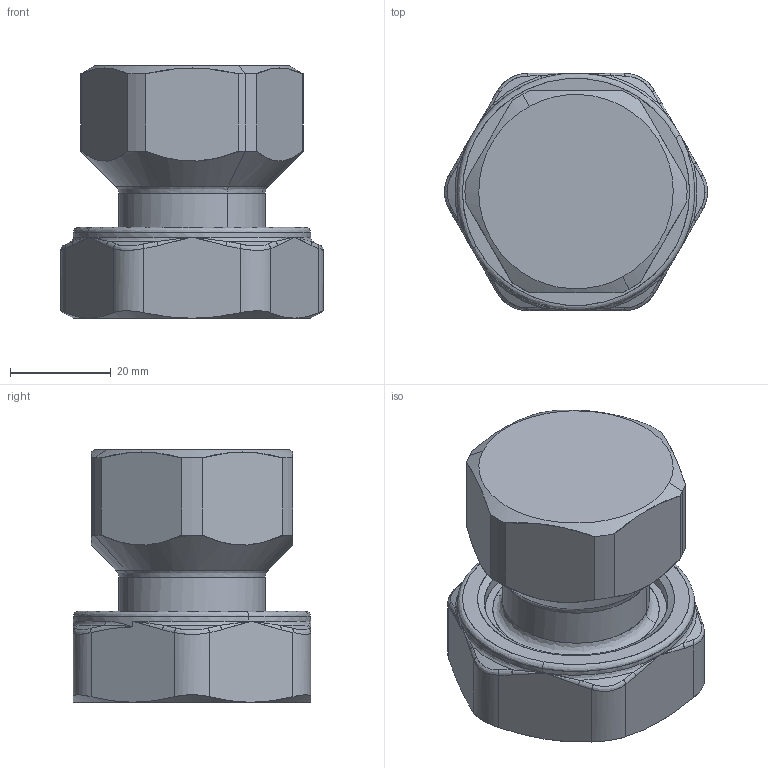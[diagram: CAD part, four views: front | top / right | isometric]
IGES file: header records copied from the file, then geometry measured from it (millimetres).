
Start section: START RECORD GO HERE.
Global section: file name: F49646 (IGS).igs; native system: DASSAULT SYSTEMES CATIA Version 5-6 Release 2012 - www.3ds.com; preprocessor: V5-6R2012_5.22.5.0.09-11-2013.20.00; author: mparodi; organization: CALEFFI; date: 20160216.145404; units: millimetre
Bounding box: 52.1 x 47 x 50 mm (x, y, z)
Surface area: 11823.4 mm2 (no closed solid volume)
Topology: 0 solids, 0 shells, 101 faces, 468 edges, 456 vertices
Faces by surface type: bspline 101
